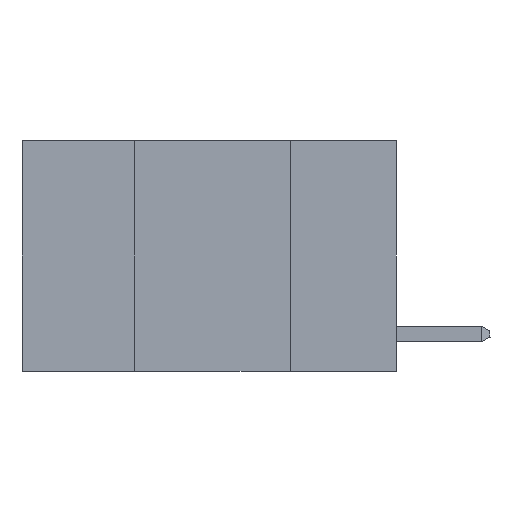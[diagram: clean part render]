
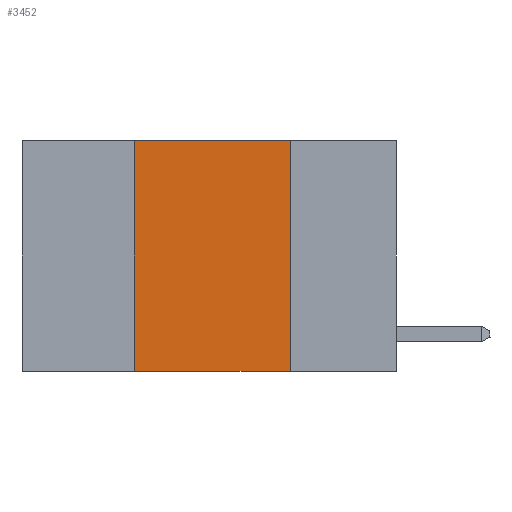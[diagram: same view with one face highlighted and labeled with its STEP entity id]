
A CAD part, left-side view. The second image highlights one B-rep face of the part: STEP entity #3452.
In plain terms, the highlighted planar face has unit normal (-1, 0, 0).
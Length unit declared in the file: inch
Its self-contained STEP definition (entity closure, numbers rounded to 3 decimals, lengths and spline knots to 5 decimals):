
#128 = DIRECTION ( 'NONE',  ( 0., 0., 1. ) ) ;
#532 = FACE_OUTER_BOUND ( 'NONE', #5329, .T. ) ;
#941 = DIRECTION ( 'NONE',  ( 0., 0., -1. ) ) ;
#1004 = DIRECTION ( 'NONE',  ( 1., 0., 0. ) ) ;
#1076 = CARTESIAN_POINT ( 'NONE',  ( 0., 0.6, 0. ) ) ;
#1179 = PLANE ( 'NONE',  #15677 ) ;
#3452 = ADVANCED_FACE ( 'NONE', ( #532 ), #1179, .F. ) ;
#3858 = VERTEX_POINT ( 'NONE', #13170 ) ;
#3993 = DIRECTION ( 'NONE',  ( 0., -1., 0. ) ) ;
#5329 = EDGE_LOOP ( 'NONE', ( #15940, #8719, #10210, #16947 ) ) ;
#5376 = EDGE_CURVE ( 'NONE', #10879, #3858, #9217, .T. ) ;
#6044 = CARTESIAN_POINT ( 'NONE',  ( 0., 0.42, -0.37 ) ) ;
#6687 = VERTEX_POINT ( 'NONE', #14150 ) ;
#7281 = VERTEX_POINT ( 'NONE', #6044 ) ;
#7460 = LINE ( 'NONE', #19016, #15276 ) ;
#7470 = VECTOR ( 'NONE', #17524, 39.37008 ) ;
#7554 = DIRECTION ( 'NONE',  ( 0., -1., 0. ) ) ;
#8121 = CARTESIAN_POINT ( 'NONE',  ( 0., 0.17, 0. ) ) ;
#8719 = ORIENTED_EDGE ( 'NONE', *, *, #5376, .F. ) ;
#8792 = EDGE_CURVE ( 'NONE', #3858, #6687, #19862, .T. ) ;
#8883 = LINE ( 'NONE', #14987, #19817 ) ;
#9217 = LINE ( 'NONE', #16891, #13379 ) ;
#10210 = ORIENTED_EDGE ( 'NONE', *, *, #16266, .F. ) ;
#10879 = VERTEX_POINT ( 'NONE', #15613 ) ;
#13170 = CARTESIAN_POINT ( 'NONE',  ( 0., 0.17, 0. ) ) ;
#13379 = VECTOR ( 'NONE', #7554, 39.37008 ) ;
#14150 = CARTESIAN_POINT ( 'NONE',  ( 0., 0.17, -0.37 ) ) ;
#14987 = CARTESIAN_POINT ( 'NONE',  ( 0., 0.6, -0.37 ) ) ;
#15276 = VECTOR ( 'NONE', #128, 39.37008 ) ;
#15613 = CARTESIAN_POINT ( 'NONE',  ( 0., 0.42, 0. ) ) ;
#15677 = AXIS2_PLACEMENT_3D ( 'NONE', #1076, #1004, #941 ) ;
#15940 = ORIENTED_EDGE ( 'NONE', *, *, #8792, .F. ) ;
#16266 = EDGE_CURVE ( 'NONE', #7281, #10879, #7460, .T. ) ;
#16891 = CARTESIAN_POINT ( 'NONE',  ( 0., 0.6, 0. ) ) ;
#16947 = ORIENTED_EDGE ( 'NONE', *, *, #17229, .T. ) ;
#17229 = EDGE_CURVE ( 'NONE', #7281, #6687, #8883, .T. ) ;
#17524 = DIRECTION ( 'NONE',  ( 0., 0., -1. ) ) ;
#19016 = CARTESIAN_POINT ( 'NONE',  ( 0., 0.42, 0. ) ) ;
#19817 = VECTOR ( 'NONE', #3993, 39.37008 ) ;
#19862 = LINE ( 'NONE', #8121, #7470 ) ;
